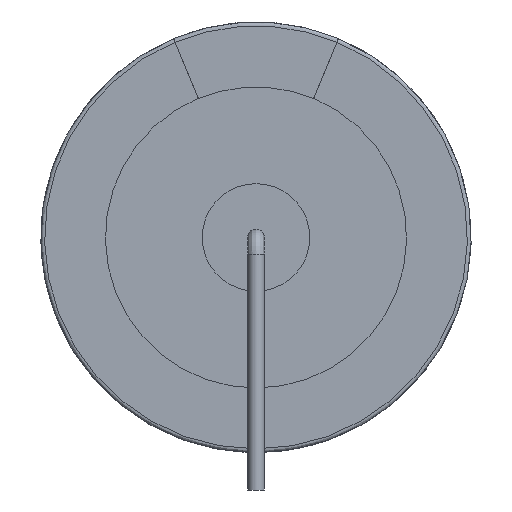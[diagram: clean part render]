
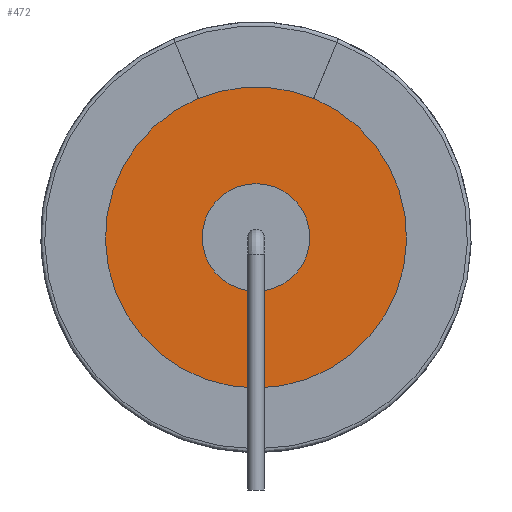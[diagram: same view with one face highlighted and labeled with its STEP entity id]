
A CAD part, left-side view. The second image highlights one B-rep face of the part: STEP entity #472.
In plain terms, the highlighted planar face has unit normal (-1, 0, 0).
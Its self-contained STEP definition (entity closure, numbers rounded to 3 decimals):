
#28=DIRECTION('',(1.,0.,0.));
#34=AXIS2_PLACEMENT_3D('',#35,#36,#37);
#35=CARTESIAN_POINT('',(3.7,0.,11.5));
#36=DIRECTION('',(-1.,0.,0.));
#37=DIRECTION('',(0.,-0.383,0.924));
#120=VECTOR('',#121,1.);
#121=DIRECTION('',(0.,0.383,-0.924));
#205=VERTEX_POINT('',#206);
#206=CARTESIAN_POINT('',(3.7,-3.081,18.937));
#211=EDGE_CURVE('',#205,#212,#214,.T.);
#212=VERTEX_POINT('',#213);
#213=CARTESIAN_POINT('',(3.7,-3.077,18.928));
#214=LINE('',#215,#120);
#215=CARTESIAN_POINT('',(3.7,-1.106,14.17));
#349=VECTOR('',#350,1.);
#350=DIRECTION('',(0.,-0.383,-0.924));
#428=VERTEX_POINT('',#429);
#429=CARTESIAN_POINT('',(3.7,3.081,18.937));
#432=ORIENTED_EDGE('',*,*,#433,.T.);
#433=EDGE_CURVE('',#428,#434,#436,.T.);
#434=VERTEX_POINT('',#435);
#435=CARTESIAN_POINT('',(3.7,3.077,18.928));
#436=LINE('',#437,#349);
#437=CARTESIAN_POINT('',(3.7,1.106,14.17));
#466=EDGE_CURVE('',#212,#434,#467,.T.);
#467=CIRCLE('',#34,8.04);
#472=ADVANCED_FACE('',(#473,#487),#494,.F.);
#473=FACE_BOUND('',#474,.F.);
#474=EDGE_LOOP('',(#475,#483,#432,#485,#486));
#475=ORIENTED_EDGE('',*,*,#476,.T.);
#476=EDGE_CURVE('',#205,#477,#479,.T.);
#477=VERTEX_POINT('',#478);
#478=CARTESIAN_POINT('',(3.7,0.,3.45));
#479=CIRCLE('',#480,8.05);
#480=AXIS2_PLACEMENT_3D('',#35,#481,#482);
#481=DIRECTION('',(1.,-0.,0.));
#482=DIRECTION('',(0.,0.,-1.));
#483=ORIENTED_EDGE('',*,*,#484,.T.);
#484=EDGE_CURVE('',#477,#428,#479,.T.);
#485=ORIENTED_EDGE('',*,*,#466,.F.);
#486=ORIENTED_EDGE('',*,*,#211,.F.);
#487=FACE_BOUND('',#488,.F.);
#488=EDGE_LOOP('',(#489));
#489=ORIENTED_EDGE('',*,*,#490,.F.);
#490=EDGE_CURVE('',#491,#491,#493,.T.);
#491=VERTEX_POINT('',#492);
#492=CARTESIAN_POINT('',(3.7,0.,8.625));
#493=CIRCLE('',#480,2.875);
#494=PLANE('',#495);
#495=AXIS2_PLACEMENT_3D('',#496,#28,#482);
#496=CARTESIAN_POINT('',(3.7,0.,11.5));
